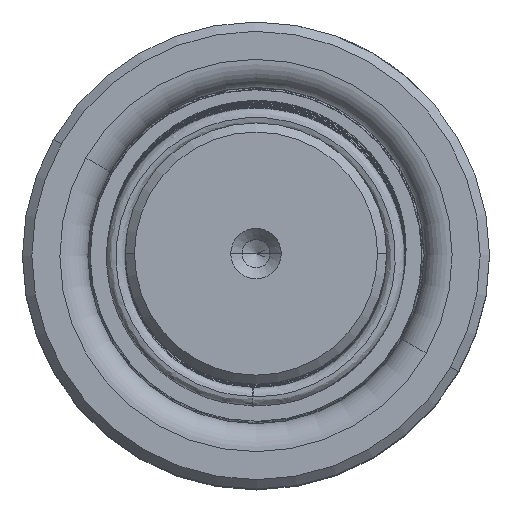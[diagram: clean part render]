
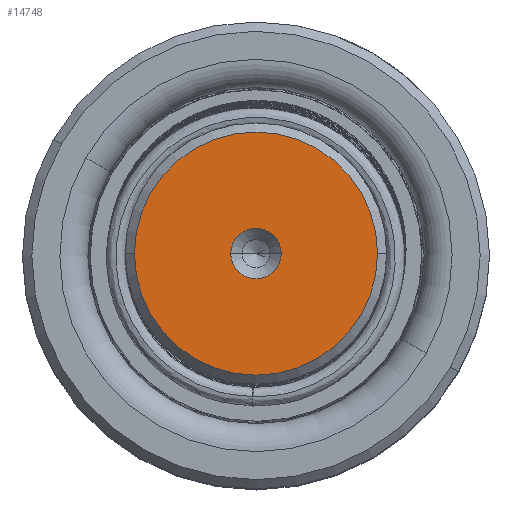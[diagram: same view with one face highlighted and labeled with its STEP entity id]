
A CAD part, top view. The second image highlights one B-rep face of the part: STEP entity #14748.
In plain terms, the highlighted planar face has unit normal (0, 0, 1).
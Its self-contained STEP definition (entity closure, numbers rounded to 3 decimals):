
#933 = CARTESIAN_POINT ( 'NONE',  ( -13.012, 0., 180. ) ) ;
#1238 = CARTESIAN_POINT ( 'NONE',  ( 13.012, 0., 180. ) ) ;
#1313 = CARTESIAN_POINT ( 'NONE',  ( 0., 0., 180. ) ) ;
#1563 = VERTEX_POINT ( 'NONE', #18611 ) ;
#2493 = DIRECTION ( 'NONE',  ( 1., 0., 0. ) ) ;
#6186 = EDGE_CURVE ( 'NONE', #39385, #33096, #35080, .T. ) ;
#7384 = EDGE_CURVE ( 'NONE', #33632, #1563, #30202, .T. ) ;
#7588 = ORIENTED_EDGE ( 'NONE', *, *, #7384, .F. ) ;
#7636 = AXIS2_PLACEMENT_3D ( 'NONE', #29830, #26059, #14025 ) ;
#12268 = EDGE_CURVE ( 'NONE', #1563, #33632, #44549, .T. ) ;
#13996 = AXIS2_PLACEMENT_3D ( 'NONE', #41871, #49151, #18633 ) ;
#14025 = DIRECTION ( 'NONE',  ( 1., 0., 0. ) ) ;
#14748 = ADVANCED_FACE ( 'NONE', ( #33034, #31812 ), #29159, .T. ) ;
#16381 = AXIS2_PLACEMENT_3D ( 'NONE', #21629, #17372, #36896 ) ;
#16397 = DIRECTION ( 'NONE',  ( 1., 0., 0. ) ) ;
#16899 = DIRECTION ( 'NONE',  ( 0., 0., 1. ) ) ;
#17372 = DIRECTION ( 'NONE',  ( 0., 0., 1. ) ) ;
#18611 = CARTESIAN_POINT ( 'NONE',  ( -2.7, 0., 180. ) ) ;
#18633 = DIRECTION ( 'NONE',  ( 1., 0., 0. ) ) ;
#21515 = EDGE_LOOP ( 'NONE', ( #7588, #26218 ) ) ;
#21629 = CARTESIAN_POINT ( 'NONE',  ( 0., 0., 180. ) ) ;
#26059 = DIRECTION ( 'NONE',  ( 0., 0., 1. ) ) ;
#26218 = ORIENTED_EDGE ( 'NONE', *, *, #12268, .F. ) ;
#27098 = AXIS2_PLACEMENT_3D ( 'NONE', #1313, #16899, #2493 ) ;
#29159 = PLANE ( 'NONE',  #7636 ) ;
#29830 = CARTESIAN_POINT ( 'NONE',  ( 0., 0., 180. ) ) ;
#30202 = CIRCLE ( 'NONE', #27098, 2.7 ) ;
#30591 = ORIENTED_EDGE ( 'NONE', *, *, #37242, .T. ) ;
#31024 = ORIENTED_EDGE ( 'NONE', *, *, #6186, .T. ) ;
#31812 = FACE_OUTER_BOUND ( 'NONE', #44590, .T. ) ;
#33034 = FACE_BOUND ( 'NONE', #21515, .T. ) ;
#33096 = VERTEX_POINT ( 'NONE', #933 ) ;
#33632 = VERTEX_POINT ( 'NONE', #44124 ) ;
#34072 = AXIS2_PLACEMENT_3D ( 'NONE', #39630, #47231, #16397 ) ;
#35080 = CIRCLE ( 'NONE', #13996, 13.012 ) ;
#36896 = DIRECTION ( 'NONE',  ( 1., 0., 0. ) ) ;
#37242 = EDGE_CURVE ( 'NONE', #33096, #39385, #40124, .T. ) ;
#39385 = VERTEX_POINT ( 'NONE', #1238 ) ;
#39630 = CARTESIAN_POINT ( 'NONE',  ( 0., 0., 180. ) ) ;
#40124 = CIRCLE ( 'NONE', #34072, 13.012 ) ;
#41871 = CARTESIAN_POINT ( 'NONE',  ( 0., 0., 180. ) ) ;
#44124 = CARTESIAN_POINT ( 'NONE',  ( 2.7, 0., 180. ) ) ;
#44549 = CIRCLE ( 'NONE', #16381, 2.7 ) ;
#44590 = EDGE_LOOP ( 'NONE', ( #30591, #31024 ) ) ;
#47231 = DIRECTION ( 'NONE',  ( 0., 0., 1. ) ) ;
#49151 = DIRECTION ( 'NONE',  ( 0., 0., 1. ) ) ;
